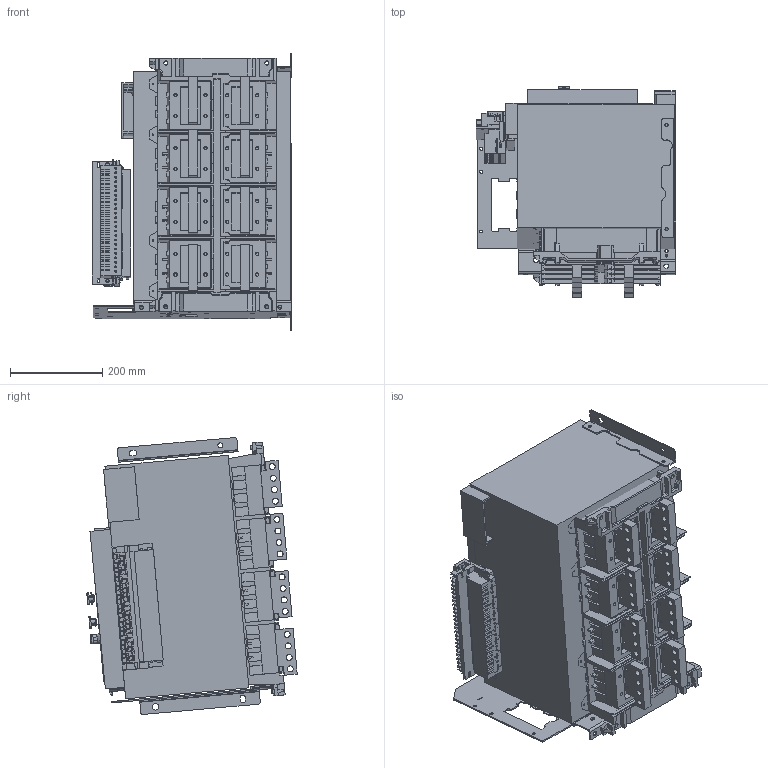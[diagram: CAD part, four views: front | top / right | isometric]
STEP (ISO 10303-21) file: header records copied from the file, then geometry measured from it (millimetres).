
FILE_DESCRIPTION((''),'2;1');
FILE_NAME('CDW3-3200N_4PCT_ASM','2020-06-14T',('li.xiong'),(''),'PRO/ENGINEER BY PARAMETRIC TECHNOLOGY CORPORATION, 2015440','PRO/ENGINEER BY PARAMETRIC TECHNOLOGY CORPORATION, 2015440','');
FILE_SCHEMA(('CONFIG_CONTROL_DESIGN'));
Products named in the file (1): CDW3-3200N_4PCT_ASM
Bounding box: 432.5 x 455.81 x 599.87 mm (x, y, z)
Volume: 59202440.9 mm3; surface area: 2456788.1 mm2
Topology: 17 solids, 57 shells, 4921 faces, 13644 edges, 8868 vertices
Faces by surface type: plane 3496, cylinder 1214, torus 107, sphere 50, cone 42, bspline 12
Entity records: 157208 total; most frequent: CARTESIAN_POINT 29179, ORIENTED_EDGE 27182, DIRECTION 25799, EDGE_CURVE 13591, VECTOR 10471, LINE 10471, VERTEX_POINT 8867, AXIS2_PLACEMENT_3D 7664
